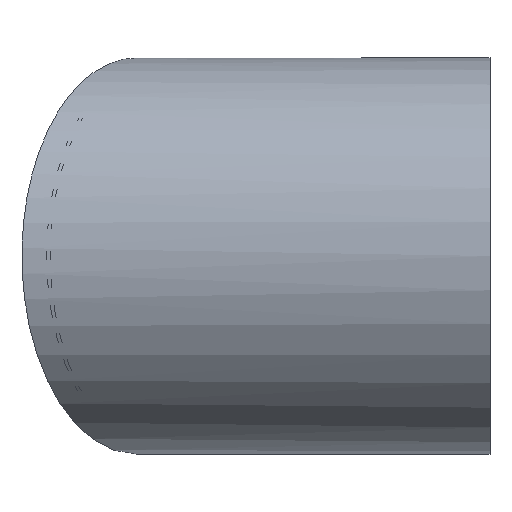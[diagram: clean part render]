
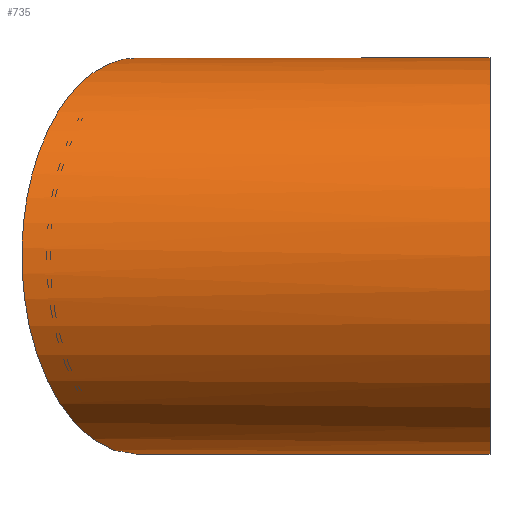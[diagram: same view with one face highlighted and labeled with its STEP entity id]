
A CAD part, left-side view. The second image highlights one B-rep face of the part: STEP entity #735.
In plain terms, the highlighted cylindrical face has radius 125 mm (diameter 250 mm), a full revolution.
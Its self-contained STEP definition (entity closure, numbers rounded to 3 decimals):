
#735 = ADVANCED_FACE( '', ( #2100, #2101 ), #2102, .T. );
#2100 = FACE_OUTER_BOUND( '', #4434, .T. );
#2101 = FACE_OUTER_BOUND( '', #4435, .T. );
#2102 = CYLINDRICAL_SURFACE( '', #4436, 125. );
#4434 = EDGE_LOOP( '', ( #6771 ) );
#4435 = EDGE_LOOP( '', ( #6772 ) );
#4436 = AXIS2_PLACEMENT_3D( '', #6773, #6774, #6775 );
#6771 = ORIENTED_EDGE( '', *, *, #13363, .T. );
#6772 = ORIENTED_EDGE( '', *, *, #13364, .F. );
#6773 = CARTESIAN_POINT( '', ( 0., 0., 0. ) );
#6774 = DIRECTION( '', ( 0., 1., 0. ) );
#6775 = DIRECTION( '', ( 0., 0., -1. ) );
#13363 = EDGE_CURVE( '', #16012, #16012, #16013, .F. );
#13364 = EDGE_CURVE( '', #16014, #16014, #16015, .T. );
#16012 = VERTEX_POINT( '', #19979 );
#16013 = ELLIPSE( '', #19980, 144.338, 125. );
#16014 = VERTEX_POINT( '', #19981 );
#16015 = CIRCLE( '', #19982, 125. );
#19979 = CARTESIAN_POINT( '', ( 125., 151.155, 0. ) );
#19980 = AXIS2_PLACEMENT_3D( '', #25874, #25875, #25876 );
#19981 = CARTESIAN_POINT( '', ( 0., 0., -125. ) );
#19982 = AXIS2_PLACEMENT_3D( '', #25877, #25878, #25879 );
#25874 = CARTESIAN_POINT( '', ( 0., 223.323, 0. ) );
#25875 = DIRECTION( '', ( 0.5, 0.866, 0. ) );
#25876 = DIRECTION( '', ( 0.866, -0.5, 0. ) );
#25877 = CARTESIAN_POINT( '', ( 0., 0., 0. ) );
#25878 = DIRECTION( '', ( 0., -1., 0. ) );
#25879 = DIRECTION( '', ( 0., 0., -1. ) );
